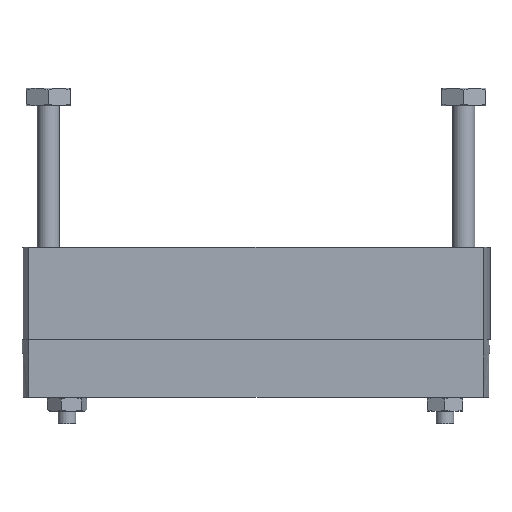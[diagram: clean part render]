
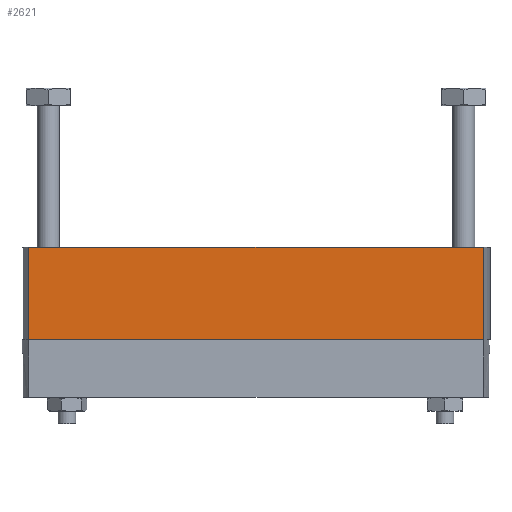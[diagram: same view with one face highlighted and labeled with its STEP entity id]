
A CAD part, front view. The second image highlights one B-rep face of the part: STEP entity #2621.
In plain terms, the highlighted planar face has unit normal (0, -1, 0).
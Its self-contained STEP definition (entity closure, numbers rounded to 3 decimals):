
#3 = VERTEX_POINT ( 'NONE', #2008 ) ;
#561 = CARTESIAN_POINT ( 'NONE',  ( -25.752, -6.25, -10.5 ) ) ;
#1265 = CARTESIAN_POINT ( 'NONE',  ( 25.752, -6.25, -10.5 ) ) ;
#1411 = EDGE_LOOP ( 'NONE', ( #2051, #3127, #3449, #3614 ) ) ;
#1661 = CARTESIAN_POINT ( 'NONE',  ( -25.752, -6.25, -10.5 ) ) ;
#1767 = DIRECTION ( 'NONE',  ( 1., 0., 0. ) ) ;
#2008 = CARTESIAN_POINT ( 'NONE',  ( -25.752, -6.25, 0. ) ) ;
#2051 = ORIENTED_EDGE ( 'NONE', *, *, #10043, .F. ) ;
#2621 = ADVANCED_FACE ( 'NONE', ( #14373 ), #11898, .T. ) ;
#2921 = VECTOR ( 'NONE', #9518, 1000. ) ;
#2996 = VECTOR ( 'NONE', #5665, 1000. ) ;
#3127 = ORIENTED_EDGE ( 'NONE', *, *, #6355, .F. ) ;
#3356 = LINE ( 'NONE', #12322, #2996 ) ;
#3403 = VERTEX_POINT ( 'NONE', #1661 ) ;
#3449 = ORIENTED_EDGE ( 'NONE', *, *, #11446, .T. ) ;
#3614 = ORIENTED_EDGE ( 'NONE', *, *, #8536, .T. ) ;
#5477 = LINE ( 'NONE', #1265, #11397 ) ;
#5665 = DIRECTION ( 'NONE',  ( 1., 0., 0. ) ) ;
#6244 = LINE ( 'NONE', #561, #2921 ) ;
#6262 = LINE ( 'NONE', #8471, #11825 ) ;
#6355 = EDGE_CURVE ( 'NONE', #3403, #3, #6244, .T. ) ;
#6396 = DIRECTION ( 'NONE',  ( 1., 0., 0. ) ) ;
#8471 = CARTESIAN_POINT ( 'NONE',  ( 25.752, -6.25, -10.5 ) ) ;
#8536 = EDGE_CURVE ( 'NONE', #9970, #12038, #5477, .T. ) ;
#8842 = CARTESIAN_POINT ( 'NONE',  ( 25.752, -6.25, -10.5 ) ) ;
#9518 = DIRECTION ( 'NONE',  ( 0., 0., 1. ) ) ;
#9970 = VERTEX_POINT ( 'NONE', #8842 ) ;
#10043 = EDGE_CURVE ( 'NONE', #3, #12038, #3356, .T. ) ;
#10165 = AXIS2_PLACEMENT_3D ( 'NONE', #11944, #13062, #6396 ) ;
#11263 = DIRECTION ( 'NONE',  ( 0., 0., 1. ) ) ;
#11397 = VECTOR ( 'NONE', #11263, 1000. ) ;
#11446 = EDGE_CURVE ( 'NONE', #3403, #9970, #6262, .T. ) ;
#11825 = VECTOR ( 'NONE', #1767, 1000. ) ;
#11898 = PLANE ( 'NONE',  #10165 ) ;
#11944 = CARTESIAN_POINT ( 'NONE',  ( 25.752, -6.25, -10.5 ) ) ;
#12038 = VERTEX_POINT ( 'NONE', #12956 ) ;
#12322 = CARTESIAN_POINT ( 'NONE',  ( 25.752, -6.25, 0. ) ) ;
#12956 = CARTESIAN_POINT ( 'NONE',  ( 25.752, -6.25, 0. ) ) ;
#13062 = DIRECTION ( 'NONE',  ( 0., -1., 0. ) ) ;
#14373 = FACE_OUTER_BOUND ( 'NONE', #1411, .T. ) ;
